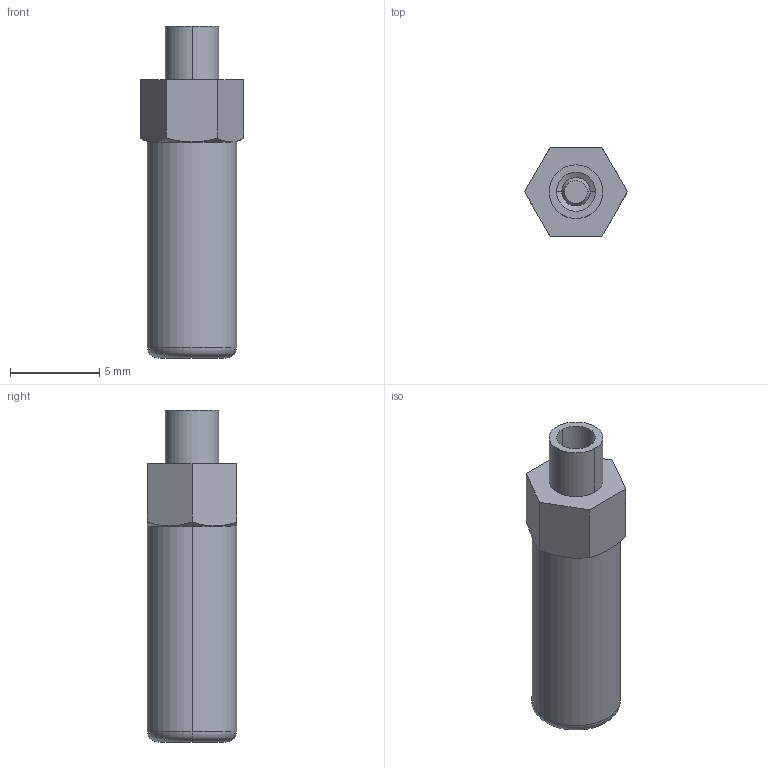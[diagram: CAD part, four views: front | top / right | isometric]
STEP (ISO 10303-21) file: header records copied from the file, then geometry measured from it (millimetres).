
FILE_DESCRIPTION((''),'2;1');
FILE_NAME('00112021402BJV','2020-02-04T',('presta_be4'),(''),'CREO PARAMETRIC BY PTC INC, 2018360','CREO PARAMETRIC BY PTC INC, 2018360','');
FILE_SCHEMA(('CONFIG_CONTROL_DESIGN'));
Length unit declared in the file: millimetre
Products named in the file (1): 00112021402BJV
Bounding box: 5.78 x 5.01 x 18.61 mm (x, y, z)
Volume: 260.7 mm3; surface area: 538.8 mm2
Topology: 1 solids, 2 shells, 128 faces, 318 edges, 205 vertices
Faces by surface type: plane 54, cylinder 38, cone 24, torus 12
Entity records: 4184 total; most frequent: CARTESIAN_POINT 1001, DIRECTION 700, ORIENTED_EDGE 632, EDGE_CURVE 316, AXIS2_PLACEMENT_3D 280, VERTEX_POINT 205, CIRCLE 152, EDGE_LOOP 145
